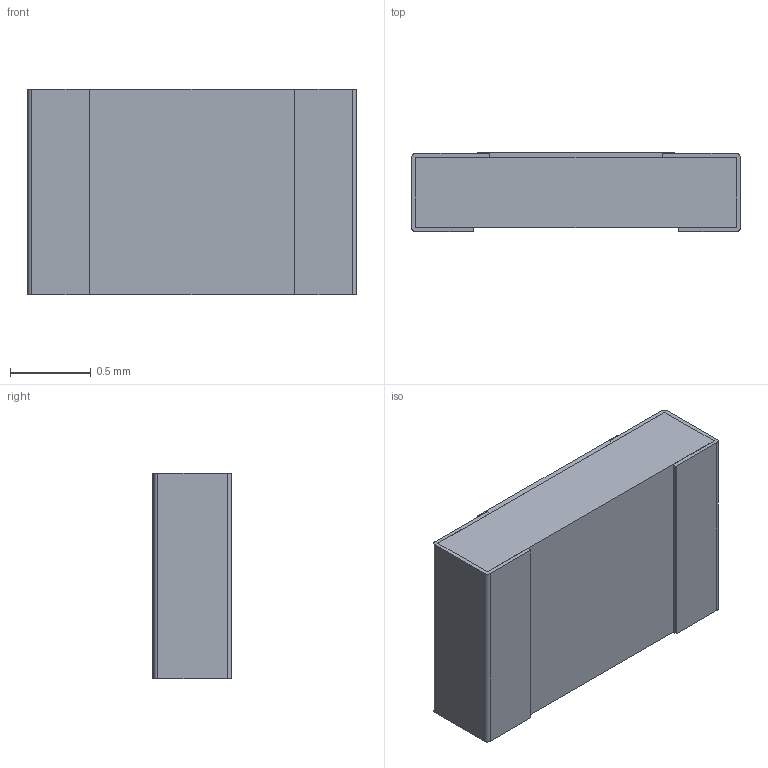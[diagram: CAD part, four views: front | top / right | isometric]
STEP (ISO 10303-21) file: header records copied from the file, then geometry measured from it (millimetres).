
FILE_DESCRIPTION(/* description */ (''),/* implementation_level */ '2;1');
FILE_NAME(/* name */ 'DLA 94015 (0705).stp',/* time_stamp */ '2021-08-12T15:49:14-05:00',/* author */ ('Neil'),/* organization */ (''),/* preprocessor_version */ 'ST-DEVELOPER v15.2',/* originating_system */ 'Autodesk Inventor LT ',/* authorisation */ '');
FILE_SCHEMA (('AUTOMOTIVE_DESIGN { 1 0 10303 214 3 1 1 }'));
Length unit declared in the file: inch
Products named in the file (1): DLA 94015 (0705)
Bounding box: 2.03 x 0.49 x 1.27 mm (x, y, z)
Volume: 1.2 mm3; surface area: 19.8 mm2
Topology: 5 solids, 5 shells, 98 faces, 264 edges, 176 vertices
Faces by surface type: plane 82, cylinder 16
Entity records: 3090 total; most frequent: CARTESIAN_POINT 539, ORIENTED_EDGE 528, DIRECTION 494, EDGE_CURVE 264, LINE 232, VECTOR 232, VERTEX_POINT 176, AXIS2_PLACEMENT_3D 131
